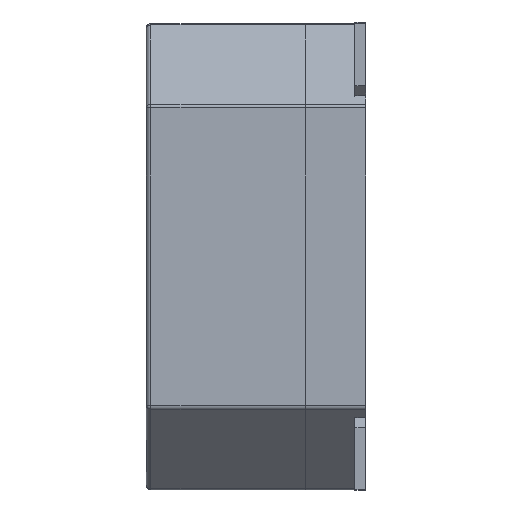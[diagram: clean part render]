
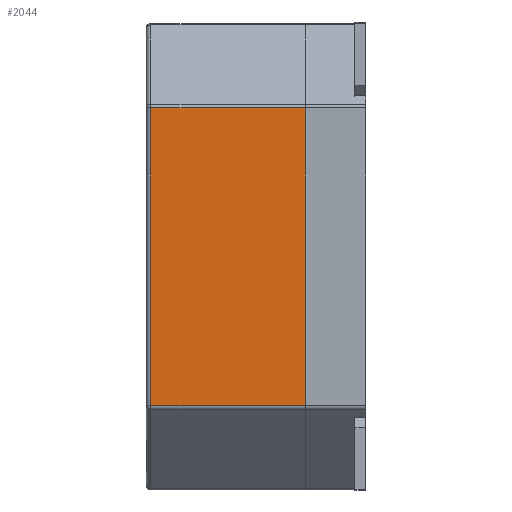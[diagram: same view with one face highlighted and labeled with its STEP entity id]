
A CAD part, left-side view. The second image highlights one B-rep face of the part: STEP entity #2044.
In plain terms, the highlighted planar face has unit normal (-1, 0, 0).
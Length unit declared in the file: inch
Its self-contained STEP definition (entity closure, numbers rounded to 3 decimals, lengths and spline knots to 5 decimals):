
#72 = FACE_OUTER_BOUND ( 'NONE', #2325, .T. ) ;
#149 = DIRECTION ( 'NONE',  ( 0., -1., 0. ) ) ;
#206 = CARTESIAN_POINT ( 'NONE',  ( -0.16732, 0.15413, -0.10688 ) ) ;
#262 = AXIS2_PLACEMENT_3D ( 'NONE', #2404, #539, #3427 ) ;
#539 = DIRECTION ( 'NONE',  ( 1., 0., 0. ) ) ;
#798 = CARTESIAN_POINT ( 'NONE',  ( -0.16732, 0.04331, 0.10827 ) ) ;
#883 = CARTESIAN_POINT ( 'NONE',  ( -0.16732, 0.04331, -0.10688 ) ) ;
#918 = PLANE ( 'NONE',  #262 ) ;
#1181 = EDGE_CURVE ( 'NONE', #4129, #1620, #2220, .T. ) ;
#1318 = ORIENTED_EDGE ( 'NONE', *, *, #3217, .T. ) ;
#1553 = ORIENTED_EDGE ( 'NONE', *, *, #4692, .T. ) ;
#1620 = VERTEX_POINT ( 'NONE', #883 ) ;
#1674 = CARTESIAN_POINT ( 'NONE',  ( -0.16732, 0.04331, -0.10688 ) ) ;
#1733 = CARTESIAN_POINT ( 'NONE',  ( -0.16732, 0.04331, 0.10688 ) ) ;
#1789 = VERTEX_POINT ( 'NONE', #206 ) ;
#1996 = VERTEX_POINT ( 'NONE', #3474 ) ;
#2044 = ADVANCED_FACE ( 'NONE', ( #72 ), #918, .F. ) ;
#2078 = ORIENTED_EDGE ( 'NONE', *, *, #4791, .T. ) ;
#2220 = LINE ( 'NONE', #798, #4561 ) ;
#2325 = EDGE_LOOP ( 'NONE', ( #3089, #1318, #2078, #1553 ) ) ;
#2404 = CARTESIAN_POINT ( 'NONE',  ( -0.16732, 0.04331, 0.10827 ) ) ;
#2806 = LINE ( 'NONE', #1733, #2850 ) ;
#2850 = VECTOR ( 'NONE', #3567, 39.37008 ) ;
#2888 = DIRECTION ( 'NONE',  ( 0., 0., -1. ) ) ;
#3089 = ORIENTED_EDGE ( 'NONE', *, *, #1181, .F. ) ;
#3119 = VECTOR ( 'NONE', #2888, 39.37008 ) ;
#3217 = EDGE_CURVE ( 'NONE', #4129, #1996, #2806, .T. ) ;
#3427 = DIRECTION ( 'NONE',  ( 0., 0., 1. ) ) ;
#3474 = CARTESIAN_POINT ( 'NONE',  ( -0.16732, 0.15413, 0.10688 ) ) ;
#3533 = LINE ( 'NONE', #1674, #4598 ) ;
#3567 = DIRECTION ( 'NONE',  ( 0., 1., 0. ) ) ;
#3695 = CARTESIAN_POINT ( 'NONE',  ( -0.16732, 0.15413, 0.10827 ) ) ;
#4027 = LINE ( 'NONE', #3695, #3119 ) ;
#4129 = VERTEX_POINT ( 'NONE', #4727 ) ;
#4561 = VECTOR ( 'NONE', #4864, 39.37008 ) ;
#4598 = VECTOR ( 'NONE', #149, 39.37008 ) ;
#4692 = EDGE_CURVE ( 'NONE', #1789, #1620, #3533, .T. ) ;
#4727 = CARTESIAN_POINT ( 'NONE',  ( -0.16732, 0.04331, 0.10688 ) ) ;
#4791 = EDGE_CURVE ( 'NONE', #1996, #1789, #4027, .T. ) ;
#4864 = DIRECTION ( 'NONE',  ( 0., 0., -1. ) ) ;
